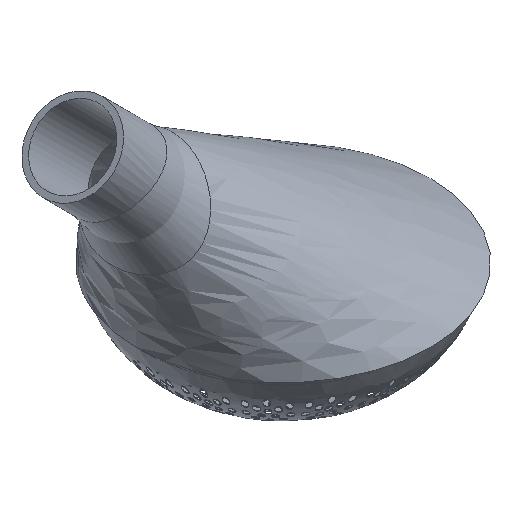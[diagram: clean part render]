
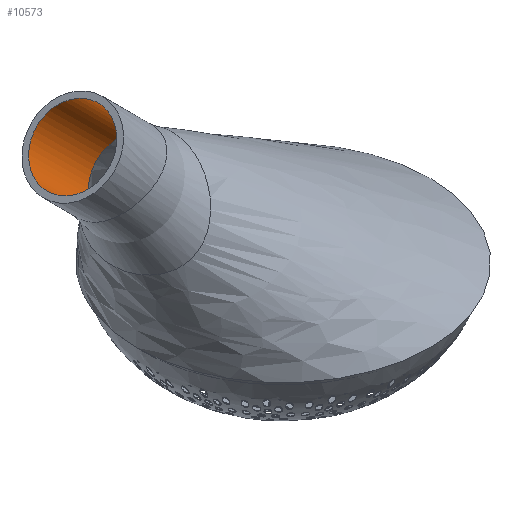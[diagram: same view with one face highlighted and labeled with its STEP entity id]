
A CAD part, isometric view. The second image highlights one B-rep face of the part: STEP entity #10573.
In plain terms, the highlighted free-form (B-spline) face has degree [3, 1] with [19, 2] control points.
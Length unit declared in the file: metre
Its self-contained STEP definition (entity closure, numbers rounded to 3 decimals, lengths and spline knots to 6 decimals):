
#524=B_SPLINE_SURFACE_WITH_KNOTS('',3,1,((#30033,#30034),(#30035,#30036),
(#30037,#30038),(#30039,#30040),(#30041,#30042),(#30043,#30044),(#30045,
#30046),(#30047,#30048),(#30049,#30050),(#30051,#30052),(#30053,#30054),
(#30055,#30056),(#30057,#30058),(#30059,#30060),(#30061,#30062),(#30063,
#30064),(#30065,#30066),(#30067,#30068),(#30069,#30070)),
 .SURF_OF_LINEAR_EXTRUSION.,.T.,.F.,.F.,(1,1,1,1,1,1,1,1,1,1,1,1,1,1,1,
1,1,1,1,1,1,1,1),(2,2),(-0.1875,-0.125,-0.0625,0.,0.0625,0.125,0.1875,0.25,
0.3125,0.375,0.4375,0.5,0.5625,0.625,0.6875,0.75,0.8125,0.875,0.9375,1.,
1.0625,1.125,1.1875),(0.,1.),.UNSPECIFIED.);
#2976=ORIENTED_EDGE('',*,*,#4083,.T.);
#2977=ORIENTED_EDGE('',*,*,#4088,.F.);
#4083=EDGE_CURVE('',#5124,#5124,#6052,.T.);
#4088=EDGE_CURVE('',#5129,#5129,#6056,.T.);
#5124=VERTEX_POINT('',#29503);
#5129=VERTEX_POINT('',#30032);
#6052=B_SPLINE_CURVE_WITH_KNOTS('',3,(#29484,#29485,#29486,#29487,#29488,
#29489,#29490,#29491,#29492,#29493,#29494,#29495,#29496,#29497,#29498,#29499,
#29500,#29501,#29502),.UNSPECIFIED.,.T.,.F.,(1,1,1,1,1,1,1,1,1,1,1,1,1,
1,1,1,1,1,1,1,1,1,1),(-0.01524,-0.01016,-0.00508,
0.,0.00508,0.01016,0.01524,
0.02032,0.0254,0.03048,0.035559,
0.040639,0.045719,0.050799,0.055879,
0.060959,0.066039,0.071119,0.076199,
0.081279,0.086359,0.091439,0.096519),
 .UNSPECIFIED.);
#6056=B_SPLINE_CURVE_WITH_KNOTS('',3,(#30013,#30014,#30015,#30016,#30017,
#30018,#30019,#30020,#30021,#30022,#30023,#30024,#30025,#30026,#30027,#30028,
#30029,#30030,#30031),.UNSPECIFIED.,.T.,.F.,(1,1,1,1,1,1,1,1,1,1,1,1,1,
1,1,1,1,1,1,1,1,1,1),(-0.015241,-0.01016,-0.00508,
0.,0.00508,0.01016,0.015241,
0.020321,0.025401,0.030481,0.035562,
0.040642,0.045722,0.050802,0.055882,
0.060963,0.066043,0.071123,0.076203,
0.081284,0.086364,0.091444,0.096524),
 .UNSPECIFIED.);
#8031=EDGE_LOOP('',(#2976));
#8032=EDGE_LOOP('',(#2977));
#10009=FACE_BOUND('',#8031,.T.);
#10010=FACE_BOUND('',#8032,.T.);
#10573=ADVANCED_FACE('',(#10009,#10010),#524,.T.);
#29484=CARTESIAN_POINT('',(-0.084742,0.005124,0.065537));
#29485=CARTESIAN_POINT('',(-0.085466,-0.000004,0.064813));
#29486=CARTESIAN_POINT('',(-0.084745,-0.005107,0.065534));
#29487=CARTESIAN_POINT('',(-0.082701,-0.009433,0.067578));
#29488=CARTESIAN_POINT('',(-0.079644,-0.012321,0.070635));
#29489=CARTESIAN_POINT('',(-0.076038,-0.013338,0.074241));
#29490=CARTESIAN_POINT('',(-0.07243,-0.012327,0.077849));
#29491=CARTESIAN_POINT('',(-0.069367,-0.009437,0.080912));
#29492=CARTESIAN_POINT('',(-0.06732,-0.005106,0.08296));
#29493=CARTESIAN_POINT('',(-0.066602,-0.000004,0.083678));
#29494=CARTESIAN_POINT('',(-0.067317,0.005096,0.082962));
#29495=CARTESIAN_POINT('',(-0.069357,0.009422,0.080922));
#29496=CARTESIAN_POINT('',(-0.072413,0.012317,0.077866));
#29497=CARTESIAN_POINT('',(-0.076023,0.013339,0.074256));
#29498=CARTESIAN_POINT('',(-0.079637,0.012327,0.070642));
#29499=CARTESIAN_POINT('',(-0.082697,0.009437,0.067582));
#29500=CARTESIAN_POINT('',(-0.084742,0.005124,0.065537));
#29501=CARTESIAN_POINT('',(-0.085466,-0.000004,0.064813));
#29502=CARTESIAN_POINT('',(-0.084745,-0.005107,0.065534));
#29503=CARTESIAN_POINT('',(-0.085225,0.,0.065054));
#30013=CARTESIAN_POINT('',(-0.063156,0.005124,0.043952));
#30014=CARTESIAN_POINT('',(-0.063897,-0.000004,0.043244));
#30015=CARTESIAN_POINT('',(-0.06316,-0.005107,0.043948));
#30016=CARTESIAN_POINT('',(-0.061097,-0.009433,0.045974));
#30017=CARTESIAN_POINT('',(-0.058051,-0.012322,0.049043));
#30018=CARTESIAN_POINT('',(-0.054488,-0.013338,0.052692));
#30019=CARTESIAN_POINT('',(-0.050944,-0.012327,0.056363));
#30020=CARTESIAN_POINT('',(-0.047947,-0.009437,0.059492));
#30021=CARTESIAN_POINT('',(-0.045949,-0.005107,0.061588));
#30022=CARTESIAN_POINT('',(-0.045248,-0.000004,0.062324));
#30023=CARTESIAN_POINT('',(-0.045946,0.005097,0.061591));
#30024=CARTESIAN_POINT('',(-0.047938,0.009422,0.059502));
#30025=CARTESIAN_POINT('',(-0.050927,0.012317,0.056381));
#30026=CARTESIAN_POINT('',(-0.054473,0.013339,0.052708));
#30027=CARTESIAN_POINT('',(-0.058044,0.012327,0.049051));
#30028=CARTESIAN_POINT('',(-0.061093,0.009437,0.045979));
#30029=CARTESIAN_POINT('',(-0.063156,0.005124,0.043952));
#30030=CARTESIAN_POINT('',(-0.063897,-0.000004,0.043244));
#30031=CARTESIAN_POINT('',(-0.06316,-0.005107,0.043948));
#30032=CARTESIAN_POINT('',(-0.063651,0.,0.043479));
#30033=CARTESIAN_POINT('',(-0.067319,-0.005104,0.08296));
#30034=CARTESIAN_POINT('',(-0.04559,-0.005104,0.06123));
#30035=CARTESIAN_POINT('',(-0.066601,0.,0.083678));
#30036=CARTESIAN_POINT('',(-0.044872,0.,0.061948));
#30037=CARTESIAN_POINT('',(-0.067319,0.005104,0.08296));
#30038=CARTESIAN_POINT('',(-0.04559,0.005104,0.06123));
#30039=CARTESIAN_POINT('',(-0.069364,0.009432,0.080915));
#30040=CARTESIAN_POINT('',(-0.047634,0.009432,0.059186));
#30041=CARTESIAN_POINT('',(-0.072424,0.012323,0.077856));
#30042=CARTESIAN_POINT('',(-0.050694,0.012323,0.056126));
#30043=CARTESIAN_POINT('',(-0.076033,0.013338,0.074246));
#30044=CARTESIAN_POINT('',(-0.054303,0.013338,0.052517));
#30045=CARTESIAN_POINT('',(-0.079642,0.012323,0.070637));
#30046=CARTESIAN_POINT('',(-0.057913,0.012323,0.048907));
#30047=CARTESIAN_POINT('',(-0.082702,0.009432,0.067577));
#30048=CARTESIAN_POINT('',(-0.060973,0.009432,0.045847));
#30049=CARTESIAN_POINT('',(-0.084747,0.005104,0.065532));
#30050=CARTESIAN_POINT('',(-0.063017,0.005104,0.043803));
#30051=CARTESIAN_POINT('',(-0.085465,0.,0.064815));
#30052=CARTESIAN_POINT('',(-0.063735,0.,0.043085));
#30053=CARTESIAN_POINT('',(-0.084747,-0.005104,0.065532));
#30054=CARTESIAN_POINT('',(-0.063017,-0.005104,0.043803));
#30055=CARTESIAN_POINT('',(-0.082702,-0.009432,0.067577));
#30056=CARTESIAN_POINT('',(-0.060973,-0.009432,0.045847));
#30057=CARTESIAN_POINT('',(-0.079642,-0.012323,0.070637));
#30058=CARTESIAN_POINT('',(-0.057913,-0.012323,0.048907));
#30059=CARTESIAN_POINT('',(-0.076033,-0.013338,0.074246));
#30060=CARTESIAN_POINT('',(-0.054303,-0.013338,0.052517));
#30061=CARTESIAN_POINT('',(-0.072424,-0.012323,0.077856));
#30062=CARTESIAN_POINT('',(-0.050694,-0.012323,0.056126));
#30063=CARTESIAN_POINT('',(-0.069364,-0.009432,0.080915));
#30064=CARTESIAN_POINT('',(-0.047634,-0.009432,0.059186));
#30065=CARTESIAN_POINT('',(-0.067319,-0.005104,0.08296));
#30066=CARTESIAN_POINT('',(-0.04559,-0.005104,0.06123));
#30067=CARTESIAN_POINT('',(-0.066601,0.,0.083678));
#30068=CARTESIAN_POINT('',(-0.044872,0.,0.061948));
#30069=CARTESIAN_POINT('',(-0.067319,0.005104,0.08296));
#30070=CARTESIAN_POINT('',(-0.04559,0.005104,0.06123));
